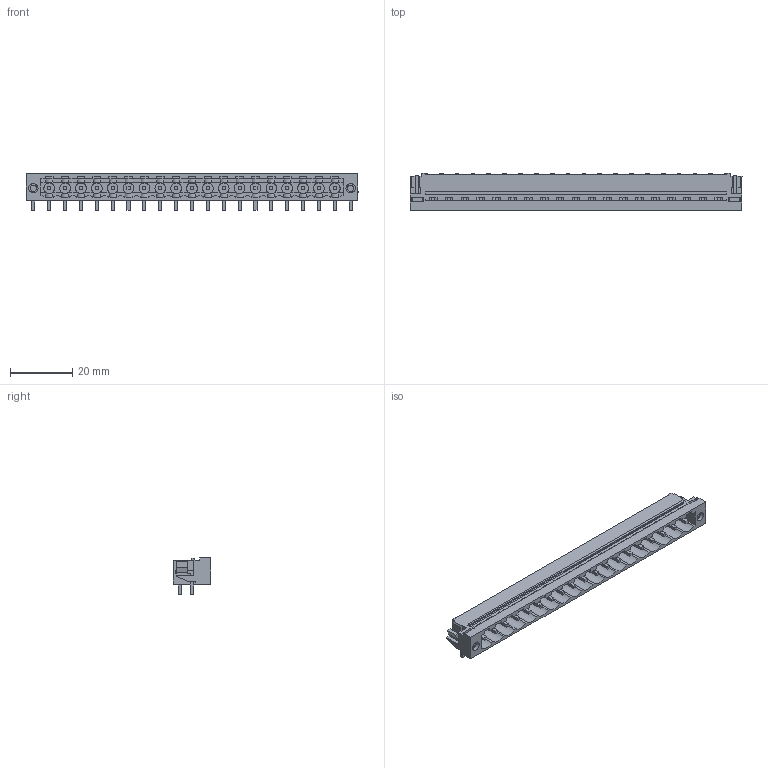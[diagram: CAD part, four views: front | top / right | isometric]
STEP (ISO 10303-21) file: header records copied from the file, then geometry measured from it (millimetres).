
FILE_DESCRIPTION(('CATIA V5R22 STEP214','CAx-IF Rec.Pracs.--- Model Styling and Organization---1.4--- 2014-01-23'),'2;1');
FILE_NAME ('D1456070_1_1780600000_1780600000.stp','2023-05-11T06:54:30+00:00',('none'),('Weidmueller'),'CATIA Version 5-6 Release 2016 SP3 HF44','CATIA V5 STEP AP214','none');
FILE_SCHEMA(('AUTOMOTIVE_DESIGN { 1 0 10303 214 1 1 1 1 }'));
Length unit declared in the file: millimetre
Products named in the file (1): 1780600000
Bounding box: 106.32 x 12 x 11.63 mm (x, y, z)
Volume: 4125.1 mm3; surface area: 9394.6 mm2
Topology: 24 solids, 24 shells, 1207 faces, 3664 edges, 2414 vertices
Faces by surface type: plane 961, cylinder 198, extrusion 40, cone 8
Entity records: 38852 total; most frequent: CARTESIAN_POINT 9136, ORIENTED_EDGE 7328, DIRECTION 4357, EDGE_CURVE 3664, VECTOR 2751, LINE 2711, VERTEX_POINT 2414, EDGE_LOOP 1280
